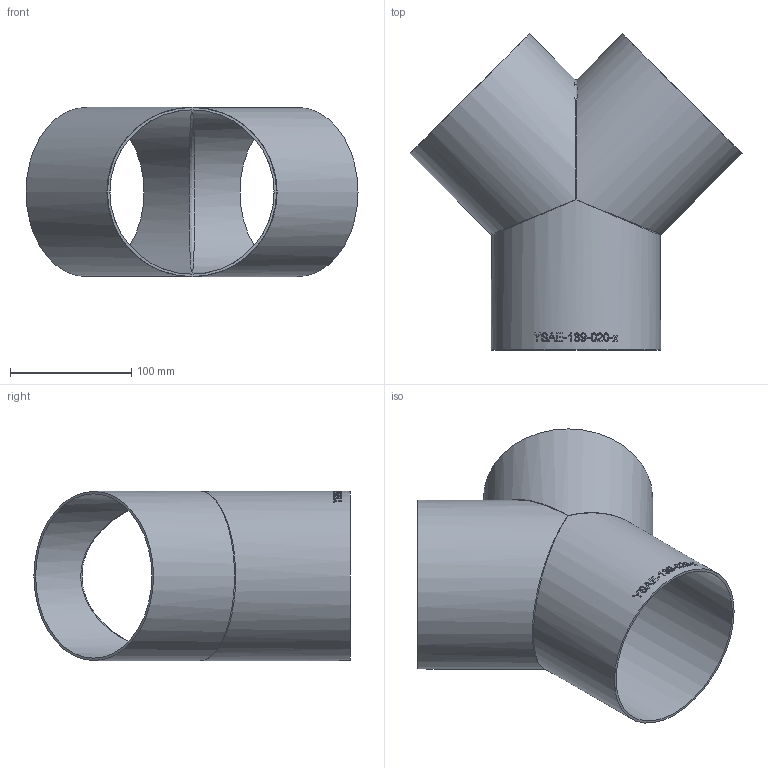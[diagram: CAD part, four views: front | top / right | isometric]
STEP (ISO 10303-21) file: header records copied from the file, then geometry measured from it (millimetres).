
FILE_DESCRIPTION (( 'STEP AP214' ), '1' );
FILE_NAME ('YSAE-139-020-x Y-Stück 2005.STEP', '2020-05-27T10:13:39', ( '' ), ( '' ), 'SwSTEP 2.0', 'SolidWorks 2019', '' );
FILE_SCHEMA (( 'AUTOMOTIVE_DESIGN' ));
Length unit declared in the file: millimetre
Products named in the file (1): YSAE-139-020-x Y-Stück 2005
Bounding box: 274.15 x 261.07 x 139.7 mm (x, y, z)
Volume: 252340.3 mm3; surface area: 254900.2 mm2
Topology: 1 solids, 1 shells, 184 faces, 496 edges, 318 vertices
Faces by surface type: bspline 108, plane 51, cylinder 25
Full cylindrical faces by diameter (mm): 135.7 x3, 139.7 x3
Entity records: 26184 total; most frequent: CARTESIAN_POINT 20832, ORIENTED_EDGE 936, EDGE_CURVE 468, DIRECTION 351, B_SPLINE_CURVE_WITH_KNOTS 323, VERTEX_POINT 310, EDGE_LOOP 210, FACE_OUTER_BOUND 189
